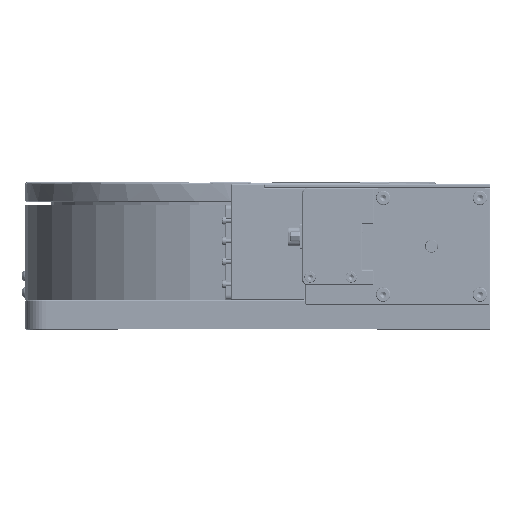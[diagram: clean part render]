
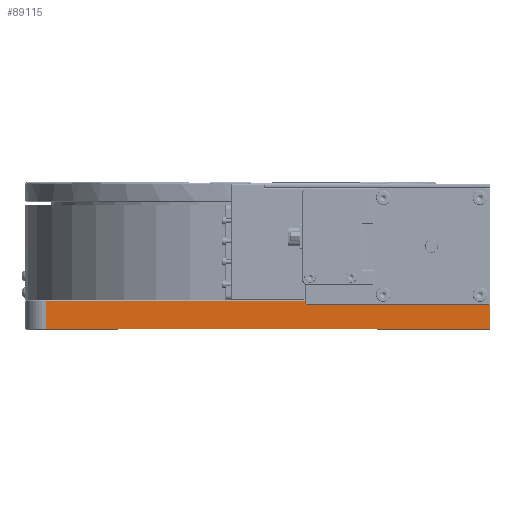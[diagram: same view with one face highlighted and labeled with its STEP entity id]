
A CAD part, front view. The second image highlights one B-rep face of the part: STEP entity #89115.
In plain terms, the highlighted planar face has unit normal (0, -1, 0).
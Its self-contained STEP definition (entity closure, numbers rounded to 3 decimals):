
#16264 = CARTESIAN_POINT ( 'NONE',  ( -19.068, -90.468, 233. ) ) ;
#17814 = VERTEX_POINT ( 'NONE', #198952 ) ;
#19573 = EDGE_CURVE ( 'NONE', #306171, #181745, #203067, .T. ) ;
#20645 = CARTESIAN_POINT ( 'NONE',  ( -145.568, -90.468, 235. ) ) ;
#36034 = VECTOR ( 'NONE', #262292, 1000. ) ;
#36890 = VERTEX_POINT ( 'NONE', #264396 ) ;
#37073 = VECTOR ( 'NONE', #63328, 1000. ) ;
#42138 = DIRECTION ( 'NONE',  ( 0., 0., -1. ) ) ;
#45432 = DIRECTION ( 'NONE',  ( 1., 0., 0. ) ) ;
#46784 = EDGE_CURVE ( 'NONE', #181745, #66888, #95904, .T. ) ;
#57588 = LINE ( 'NONE', #248843, #228822 ) ;
#57880 = VERTEX_POINT ( 'NONE', #274670 ) ;
#58839 = VECTOR ( 'NONE', #45432, 1000. ) ;
#63328 = DIRECTION ( 'NONE',  ( 1., 0., 0. ) ) ;
#66375 = CARTESIAN_POINT ( 'NONE',  ( 70.932, -90.468, 221. ) ) ;
#66888 = VERTEX_POINT ( 'NONE', #168630 ) ;
#83633 = ORIENTED_EDGE ( 'NONE', *, *, #249051, .T. ) ;
#87893 = AXIS2_PLACEMENT_3D ( 'NONE', #283358, #264658, #96742 ) ;
#89115 = ADVANCED_FACE ( 'NONE', ( #118580 ), #165152, .F. ) ;
#91133 = VECTOR ( 'NONE', #137501, 1000. ) ;
#92835 = CARTESIAN_POINT ( 'NONE',  ( 70.932, -90.468, 221. ) ) ;
#95904 = LINE ( 'NONE', #92835, #36034 ) ;
#96742 = DIRECTION ( 'NONE',  ( -1., 0., 0. ) ) ;
#109897 = ORIENTED_EDGE ( 'NONE', *, *, #128928, .T. ) ;
#113645 = EDGE_LOOP ( 'NONE', ( #83633, #116336, #109897, #162697, #177584, #232932, #305128, #224854 ) ) ;
#115497 = LINE ( 'NONE', #20645, #242451 ) ;
#115958 = VECTOR ( 'NONE', #42138, 1000. ) ;
#116336 = ORIENTED_EDGE ( 'NONE', *, *, #236756, .T. ) ;
#118580 = FACE_OUTER_BOUND ( 'NONE', #113645, .T. ) ;
#128928 = EDGE_CURVE ( 'NONE', #17814, #306171, #57588, .T. ) ;
#131342 = CARTESIAN_POINT ( 'NONE',  ( 70.932, -90.468, 221. ) ) ;
#137501 = DIRECTION ( 'NONE',  ( 0., 0., 1. ) ) ;
#139099 = CARTESIAN_POINT ( 'NONE',  ( -145.568, -90.468, 221. ) ) ;
#141800 = LINE ( 'NONE', #189972, #58839 ) ;
#157319 = VERTEX_POINT ( 'NONE', #304985 ) ;
#162697 = ORIENTED_EDGE ( 'NONE', *, *, #19573, .T. ) ;
#165152 = PLANE ( 'NONE',  #87893 ) ;
#168630 = CARTESIAN_POINT ( 'NONE',  ( 15.932, -90.468, 221. ) ) ;
#173632 = CARTESIAN_POINT ( 'NONE',  ( 70.932, -90.468, 221. ) ) ;
#177584 = ORIENTED_EDGE ( 'NONE', *, *, #46784, .T. ) ;
#181745 = VERTEX_POINT ( 'NONE', #241534 ) ;
#183608 = CARTESIAN_POINT ( 'NONE',  ( 70.932, -90.468, 235.5 ) ) ;
#184880 = VECTOR ( 'NONE', #268518, 1000. ) ;
#189972 = CARTESIAN_POINT ( 'NONE',  ( 70.932, -90.468, 233. ) ) ;
#198952 = CARTESIAN_POINT ( 'NONE',  ( -145.568, -90.468, 235. ) ) ;
#203067 = LINE ( 'NONE', #173632, #184880 ) ;
#209410 = LINE ( 'NONE', #66375, #37073 ) ;
#223530 = EDGE_CURVE ( 'NONE', #157319, #284015, #281558, .T. ) ;
#224854 = ORIENTED_EDGE ( 'NONE', *, *, #232051, .F. ) ;
#225509 = DIRECTION ( 'NONE',  ( 0., 0., -1. ) ) ;
#228822 = VECTOR ( 'NONE', #225509, 1000. ) ;
#229061 = DIRECTION ( 'NONE',  ( -1., 0., 0. ) ) ;
#232051 = EDGE_CURVE ( 'NONE', #57880, #157319, #141800, .T. ) ;
#232932 = ORIENTED_EDGE ( 'NONE', *, *, #294205, .T. ) ;
#236756 = EDGE_CURVE ( 'NONE', #36890, #17814, #115497, .T. ) ;
#241534 = CARTESIAN_POINT ( 'NONE',  ( -110.568, -90.468, 221. ) ) ;
#242451 = VECTOR ( 'NONE', #229061, 1000. ) ;
#248843 = CARTESIAN_POINT ( 'NONE',  ( -145.568, -90.468, 235.5 ) ) ;
#249051 = EDGE_CURVE ( 'NONE', #57880, #36890, #257226, .T. ) ;
#257226 = LINE ( 'NONE', #16264, #91133 ) ;
#262292 = DIRECTION ( 'NONE',  ( 1., 0., 0. ) ) ;
#264396 = CARTESIAN_POINT ( 'NONE',  ( -19.068, -90.468, 235. ) ) ;
#264658 = DIRECTION ( 'NONE',  ( 0., 1., 0. ) ) ;
#268518 = DIRECTION ( 'NONE',  ( 1., 0., 0. ) ) ;
#274670 = CARTESIAN_POINT ( 'NONE',  ( -19.068, -90.468, 233. ) ) ;
#281558 = LINE ( 'NONE', #183608, #115958 ) ;
#283358 = CARTESIAN_POINT ( 'NONE',  ( 70.932, -90.468, 235.5 ) ) ;
#284015 = VERTEX_POINT ( 'NONE', #131342 ) ;
#294205 = EDGE_CURVE ( 'NONE', #66888, #284015, #209410, .T. ) ;
#304985 = CARTESIAN_POINT ( 'NONE',  ( 70.932, -90.468, 233. ) ) ;
#305128 = ORIENTED_EDGE ( 'NONE', *, *, #223530, .F. ) ;
#306171 = VERTEX_POINT ( 'NONE', #139099 ) ;
